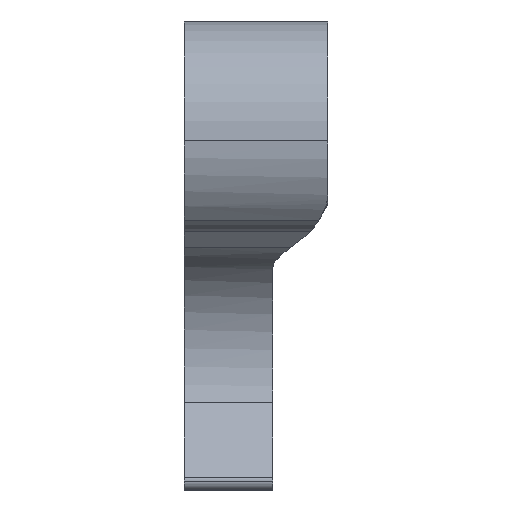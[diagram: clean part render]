
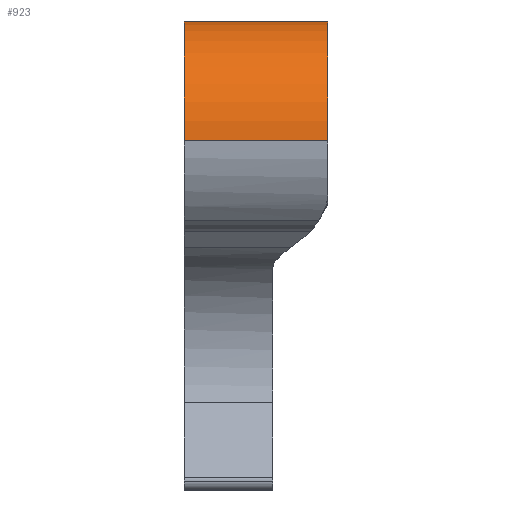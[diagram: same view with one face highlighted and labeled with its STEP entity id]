
A CAD part, top view. The second image highlights one B-rep face of the part: STEP entity #923.
In plain terms, the highlighted cylindrical face has radius 34.29 mm (diameter 68.58 mm), a partial arc.
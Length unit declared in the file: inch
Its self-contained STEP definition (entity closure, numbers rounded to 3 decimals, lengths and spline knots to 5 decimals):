
#94 = CARTESIAN_POINT ( 'NONE',  ( 1., 2.4225, 7.00372 ) ) ;
#146 = ORIENTED_EDGE ( 'NONE', *, *, #2799, .T. ) ;
#164 = EDGE_CURVE ( 'NONE', #2256, #1605, #4128, .T. ) ;
#183 = AXIS2_PLACEMENT_3D ( 'NONE', #1925, #4179, #2165 ) ;
#267 = DIRECTION ( 'NONE',  ( -1., 0., 0. ) ) ;
#695 = VERTEX_POINT ( 'NONE', #1499 ) ;
#923 = ADVANCED_FACE ( 'NONE', ( #2662 ), #3623, .T. ) ;
#1019 = EDGE_LOOP ( 'NONE', ( #2441, #3011, #146, #3965 ) ) ;
#1084 = EDGE_CURVE ( 'NONE', #1605, #695, #3074, .T. ) ;
#1093 = VECTOR ( 'NONE', #3890, 39.37008 ) ;
#1112 = AXIS2_PLACEMENT_3D ( 'NONE', #3270, #267, #3561 ) ;
#1169 = CARTESIAN_POINT ( 'NONE',  ( 1.625, 3.54752, 4.90751 ) ) ;
#1499 = CARTESIAN_POINT ( 'NONE',  ( 0., 2.4225, 7.00372 ) ) ;
#1605 = VERTEX_POINT ( 'NONE', #2335 ) ;
#1693 = DIRECTION ( 'NONE',  ( 1., 0., 0. ) ) ;
#1925 = CARTESIAN_POINT ( 'NONE',  ( 1.625, 2.4225, 5.65372 ) ) ;
#2165 = DIRECTION ( 'NONE',  ( 0., 0., -1. ) ) ;
#2256 = VERTEX_POINT ( 'NONE', #1169 ) ;
#2307 = VERTEX_POINT ( 'NONE', #3558 ) ;
#2335 = CARTESIAN_POINT ( 'NONE',  ( 1.625, 2.4225, 7.00372 ) ) ;
#2441 = ORIENTED_EDGE ( 'NONE', *, *, #1084, .F. ) ;
#2662 = FACE_OUTER_BOUND ( 'NONE', #1019, .T. ) ;
#2717 = EDGE_CURVE ( 'NONE', #2307, #695, #3726, .T. ) ;
#2799 = EDGE_CURVE ( 'NONE', #2256, #2307, #2841, .T. ) ;
#2841 = LINE ( 'NONE', #3519, #1093 ) ;
#3011 = ORIENTED_EDGE ( 'NONE', *, *, #164, .F. ) ;
#3023 = DIRECTION ( 'NONE',  ( 0., 0., 1. ) ) ;
#3074 = LINE ( 'NONE', #94, #4119 ) ;
#3270 = CARTESIAN_POINT ( 'NONE',  ( 1., 2.4225, 5.65372 ) ) ;
#3519 = CARTESIAN_POINT ( 'NONE',  ( 1., 3.54752, 4.90751 ) ) ;
#3558 = CARTESIAN_POINT ( 'NONE',  ( 0., 3.54752, 4.90751 ) ) ;
#3561 = DIRECTION ( 'NONE',  ( 0., 0., 1. ) ) ;
#3623 = CYLINDRICAL_SURFACE ( 'NONE', #1112, 1.35 ) ;
#3726 = CIRCLE ( 'NONE', #4291, 1.35 ) ;
#3728 = DIRECTION ( 'NONE',  ( -1., 0., 0. ) ) ;
#3800 = CARTESIAN_POINT ( 'NONE',  ( 0., 2.4225, 5.65372 ) ) ;
#3890 = DIRECTION ( 'NONE',  ( -1., 0., 0. ) ) ;
#3965 = ORIENTED_EDGE ( 'NONE', *, *, #2717, .T. ) ;
#4119 = VECTOR ( 'NONE', #3728, 39.37008 ) ;
#4128 = CIRCLE ( 'NONE', #183, 1.35 ) ;
#4179 = DIRECTION ( 'NONE',  ( 1., 0., 0. ) ) ;
#4291 = AXIS2_PLACEMENT_3D ( 'NONE', #3800, #1693, #3023 ) ;
